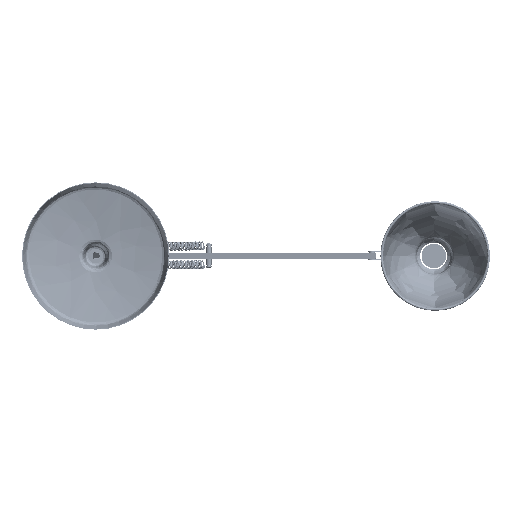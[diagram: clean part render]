
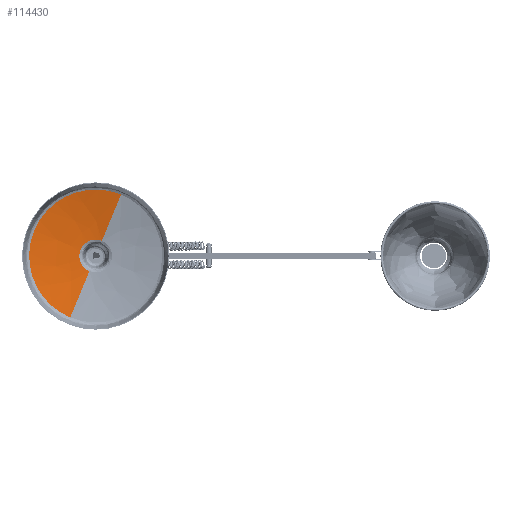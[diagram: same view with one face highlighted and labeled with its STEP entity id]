
A CAD part, front view. The second image highlights one B-rep face of the part: STEP entity #114430.
In plain terms, the highlighted free-form (B-spline) face has degree [3, 3] with [6, 4] control points.
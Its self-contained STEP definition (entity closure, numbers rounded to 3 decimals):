
#522 = CARTESIAN_POINT ( 'NONE',  ( -216.49, 22.649, -15.613 ) ) ;
#996 = CARTESIAN_POINT ( 'NONE',  ( -15.747, 30.645, -38.131 ) ) ;
#1503 = DIRECTION ( 'NONE',  ( 0., 1., 0. ) ) ;
#4691 = AXIS2_PLACEMENT_3D ( 'NONE', #68138, #1503, #79313 ) ;
#6501 = CARTESIAN_POINT ( 'NONE',  ( 37.053, 22.649, 89.719 ) ) ;
#8559 = CARTESIAN_POINT ( 'NONE',  ( -37.053, 22.649, -89.719 ) ) ;
#11658 = CARTESIAN_POINT ( 'NONE',  ( 32.389, 25.128, 78.427 ) ) ;
#12144 = CARTESIAN_POINT ( 'NONE',  ( -42.752, 31.362, 49.189 ) ) ;
#16655 = ORIENTED_EDGE ( 'NONE', *, *, #48375, .T. ) ;
#19377 = FACE_OUTER_BOUND ( 'NONE', #90159, .T. ) ;
#21459 =( BOUNDED_SURFACE ( )  B_SPLINE_SURFACE ( 3, 3, ( 
 ( #133259, #67132, #522, #78331 ),
 ( #11658, #89494, #22856, #100687 ),
 ( #34024, #111887, #45207, #123056 ),
 ( #56391, #134217, #67608, #996 ),
 ( #78795, #12144, #89984, #23327 ),
 ( #101168, #34505, #112370, #45693 ) ),
 .UNSPECIFIED., .F., .F., .F. ) 
 B_SPLINE_SURFACE_WITH_KNOTS ( ( 4, 1, 1, 4 ),
 ( 4, 4 ),
 ( 0.053, 0.509, 0.759, 0.952 ),
 ( 0., 1. ),
 .UNSPECIFIED. ) 
 GEOMETRIC_REPRESENTATION_ITEM ( )  RATIONAL_B_SPLINE_SURFACE ( (
 ( 1., 0.333, 0.333, 1.),
 ( 1., 0.333, 0.333, 1.),
 ( 1., 0.333, 0.333, 1.),
 ( 1., 0.333, 0.333, 1.),
 ( 1., 0.333, 0.333, 1.),
 ( 1., 0.333, 0.333, 1.) ) ) 
 REPRESENTATION_ITEM ( '' )  SURFACE ( )  );
#22255 = AXIS2_PLACEMENT_3D ( 'NONE', #132256, #65651, #143382 ) ;
#22426 = CARTESIAN_POINT ( 'NONE',  ( -9.111, 31.593, -22.061 ) ) ;
#22640 = CARTESIAN_POINT ( 'NONE',  ( 0., 31.593, 0. ) ) ;
#22856 = CARTESIAN_POINT ( 'NONE',  ( -189.244, 25.128, -13.648 ) ) ;
#23038 = ORIENTED_EDGE ( 'NONE', *, *, #133247, .F. ) ;
#23327 = CARTESIAN_POINT ( 'NONE',  ( -11.125, 31.362, -26.938 ) ) ;
#25198 = AXIS2_PLACEMENT_3D ( 'NONE', #22640, #100483, #33815 ) ;
#32269 = CARTESIAN_POINT ( 'NONE',  ( 32.389, 25.128, 78.427 ) ) ;
#33815 = DIRECTION ( 'NONE',  ( 1., 0., 0. ) ) ;
#34024 = CARTESIAN_POINT ( 'NONE',  ( 25.104, 28.209, 60.786 ) ) ;
#34505 = CARTESIAN_POINT ( 'NONE',  ( -35.012, 31.593, 40.283 ) ) ;
#43456 = CARTESIAN_POINT ( 'NONE',  ( 15.747, 30.645, 38.131 ) ) ;
#44848 = CIRCLE ( 'NONE', #99899, 97.069 ) ;
#45207 = CARTESIAN_POINT ( 'NONE',  ( -146.677, 28.209, -10.578 ) ) ;
#45693 = CARTESIAN_POINT ( 'NONE',  ( -9.111, 31.593, -22.061 ) ) ;
#48306 = VERTEX_POINT ( 'NONE', #22426 ) ;
#48375 = EDGE_CURVE ( 'NONE', #142085, #58526, #112894, .T. ) ;
#48907 = ORIENTED_EDGE ( 'NONE', *, *, #55544, .F. ) ;
#52773 = CARTESIAN_POINT ( 'NONE',  ( -9.111, 31.593, -22.061 ) ) ;
#54188 = B_SPLINE_CURVE_WITH_KNOTS ( 'NONE', 3,
 ( #52773, #119458, #64005, #141762, #75196, #8559 ),
 .UNSPECIFIED., .F., .F.,
 ( 4, 1, 1, 4 ),
 ( 0.053, 0.246, 0.496, 0.952 ),
 .UNSPECIFIED. ) ;
#54621 = CARTESIAN_POINT ( 'NONE',  ( 9.111, 31.593, 22.061 ) ) ;
#55544 = EDGE_CURVE ( 'NONE', #134733, #58526, #77814, .T. ) ;
#56391 = CARTESIAN_POINT ( 'NONE',  ( 15.747, 30.645, 38.131 ) ) ;
#57304 = DIRECTION ( 'NONE',  ( 0., 1., 0. ) ) ;
#58526 = VERTEX_POINT ( 'NONE', #78961 ) ;
#59853 = VERTEX_POINT ( 'NONE', #109360 ) ;
#61600 = ORIENTED_EDGE ( 'NONE', *, *, #79473, .F. ) ;
#64005 = CARTESIAN_POINT ( 'NONE',  ( -15.747, 30.645, -38.131 ) ) ;
#65651 = DIRECTION ( 'NONE',  ( 0., 1., 0. ) ) ;
#67132 = CARTESIAN_POINT ( 'NONE',  ( -142.384, 22.649, 163.824 ) ) ;
#67608 = CARTESIAN_POINT ( 'NONE',  ( -92.009, 30.645, -6.636 ) ) ;
#68138 = CARTESIAN_POINT ( 'NONE',  ( 0., 31.593, 0. ) ) ;
#74187 = CARTESIAN_POINT ( 'NONE',  ( -22.061, 31.593, 9.111 ) ) ;
#75196 = CARTESIAN_POINT ( 'NONE',  ( -32.389, 25.128, -78.427 ) ) ;
#77814 = B_SPLINE_CURVE_WITH_KNOTS ( 'NONE', 3,
 ( #110129, #32269, #143107, #43456, #121303, #54621 ),
 .UNSPECIFIED., .F., .F.,
 ( 4, 1, 1, 4 ),
 ( 0.053, 0.509, 0.759, 0.952 ),
 .UNSPECIFIED. ) ;
#78331 = CARTESIAN_POINT ( 'NONE',  ( -37.053, 22.649, -89.719 ) ) ;
#78795 = CARTESIAN_POINT ( 'NONE',  ( 11.125, 31.362, 26.938 ) ) ;
#78961 = CARTESIAN_POINT ( 'NONE',  ( 9.111, 31.593, 22.061 ) ) ;
#79313 = DIRECTION ( 'NONE',  ( 1., 0., 0. ) ) ;
#79473 = EDGE_CURVE ( 'NONE', #48306, #59853, #54188, .T. ) ;
#85182 = CIRCLE ( 'NONE', #22255, 97.069 ) ;
#89494 = CARTESIAN_POINT ( 'NONE',  ( -124.465, 25.128, 143.206 ) ) ;
#89984 = CARTESIAN_POINT ( 'NONE',  ( -65.002, 31.362, -4.688 ) ) ;
#90159 = EDGE_LOOP ( 'NONE', ( #48907, #116720, #23038, #61600, #137401, #16655 ) ) ;
#99899 = AXIS2_PLACEMENT_3D ( 'NONE', #123950, #57304, #135106 ) ;
#100483 = DIRECTION ( 'NONE',  ( 0., 1., 0. ) ) ;
#100687 = CARTESIAN_POINT ( 'NONE',  ( -32.389, 25.128, -78.427 ) ) ;
#101168 = CARTESIAN_POINT ( 'NONE',  ( 9.111, 31.593, 22.061 ) ) ;
#109360 = CARTESIAN_POINT ( 'NONE',  ( -37.053, 22.649, -89.719 ) ) ;
#109923 = VERTEX_POINT ( 'NONE', #136703 ) ;
#110129 = CARTESIAN_POINT ( 'NONE',  ( 37.053, 22.649, 89.719 ) ) ;
#111887 = CARTESIAN_POINT ( 'NONE',  ( -96.469, 28.209, 110.994 ) ) ;
#112370 = CARTESIAN_POINT ( 'NONE',  ( -53.234, 31.593, -3.839 ) ) ;
#112894 = CIRCLE ( 'NONE', #4691, 23.869 ) ;
#114430 = ADVANCED_FACE ( 'NONE', ( #19377 ), #21459, .F. ) ;
#114747 = CIRCLE ( 'NONE', #25198, 23.869 ) ;
#116720 = ORIENTED_EDGE ( 'NONE', *, *, #136953, .F. ) ;
#119458 = CARTESIAN_POINT ( 'NONE',  ( -11.125, 31.362, -26.938 ) ) ;
#119613 = EDGE_CURVE ( 'NONE', #48306, #142085, #114747, .T. ) ;
#121303 = CARTESIAN_POINT ( 'NONE',  ( 11.125, 31.362, 26.938 ) ) ;
#123056 = CARTESIAN_POINT ( 'NONE',  ( -25.104, 28.209, -60.786 ) ) ;
#123950 = CARTESIAN_POINT ( 'NONE',  ( 0., 22.649, 0. ) ) ;
#132256 = CARTESIAN_POINT ( 'NONE',  ( 0., 22.649, 0. ) ) ;
#133247 = EDGE_CURVE ( 'NONE', #59853, #109923, #85182, .T. ) ;
#133259 = CARTESIAN_POINT ( 'NONE',  ( 37.053, 22.649, 89.719 ) ) ;
#134217 = CARTESIAN_POINT ( 'NONE',  ( -60.514, 30.645, 69.626 ) ) ;
#134733 = VERTEX_POINT ( 'NONE', #6501 ) ;
#135106 = DIRECTION ( 'NONE',  ( 0.924, 0., -0.382 ) ) ;
#136703 = CARTESIAN_POINT ( 'NONE',  ( -89.719, 22.649, 37.053 ) ) ;
#136953 = EDGE_CURVE ( 'NONE', #109923, #134733, #44848, .T. ) ;
#137401 = ORIENTED_EDGE ( 'NONE', *, *, #119613, .T. ) ;
#141762 = CARTESIAN_POINT ( 'NONE',  ( -25.104, 28.209, -60.786 ) ) ;
#142085 = VERTEX_POINT ( 'NONE', #74187 ) ;
#143107 = CARTESIAN_POINT ( 'NONE',  ( 25.104, 28.209, 60.786 ) ) ;
#143382 = DIRECTION ( 'NONE',  ( 0.924, 0., -0.382 ) ) ;
